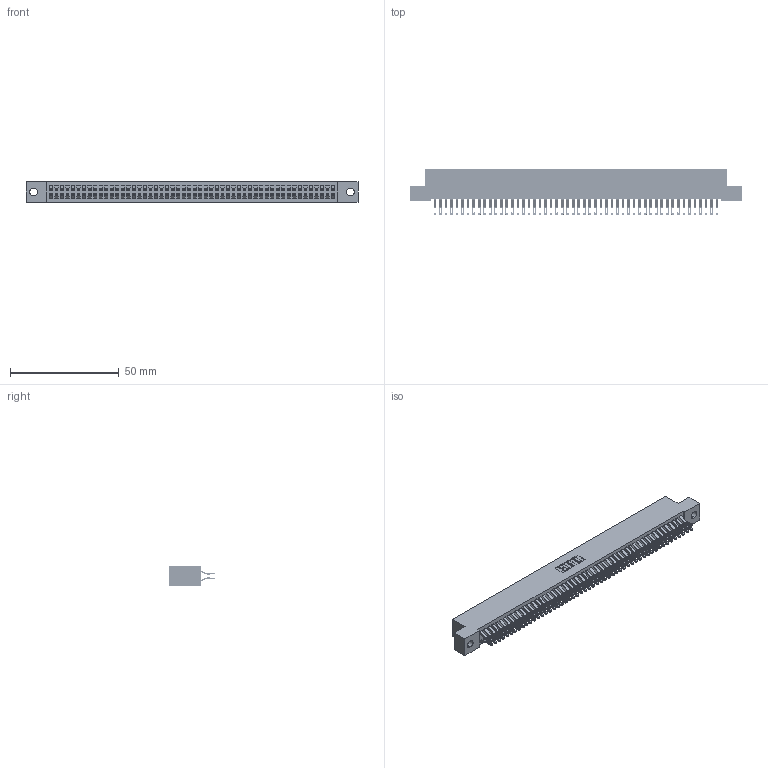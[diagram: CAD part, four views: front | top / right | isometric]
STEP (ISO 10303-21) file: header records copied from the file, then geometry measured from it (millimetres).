
FILE_DESCRIPTION (( 'STEP AP203' ), '1' );
FILE_NAME ('342-104-555-202.STEP', '2019-10-04T18:48:38', ( '' ), ( '' ), 'SwSTEP 2.0', 'SolidWorks 2016', '' );
FILE_SCHEMA (( 'CONFIG_CONTROL_DESIGN' ));
Length unit declared in the file: inch
Products named in the file (3): 342-104-555-202; 342 Part_.128 Slot; 345-292-001_555 Tail
Assembly tree (105 placements, depth 2):
  342-104-555-202
    342 Part_.128 Slot
    345-292-001_555 Tail  x104
Bounding box: 152.4 x 21.47 x 9.4 mm (x, y, z)
Volume: 13977.3 mm3; surface area: 23763.7 mm2
Topology: 105 solids, 105 shells, 6146 faces, 19343 edges, 12894 vertices
Faces by surface type: plane 3606, cylinder 2540
Entity records: 32489 total; most frequent: CARTESIAN_POINT 5408, ORIENTED_EDGE 5314, DIRECTION 4573, EDGE_CURVE 2657, LINE 2509, VECTOR 2509, VERTEX_POINT 1770, AXIS2_PLACEMENT_3D 1032
